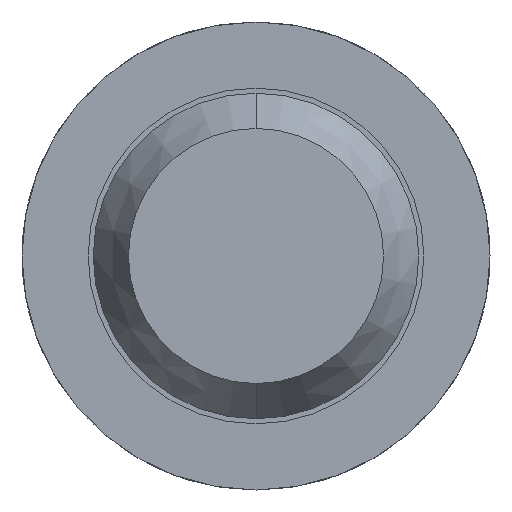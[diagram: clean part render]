
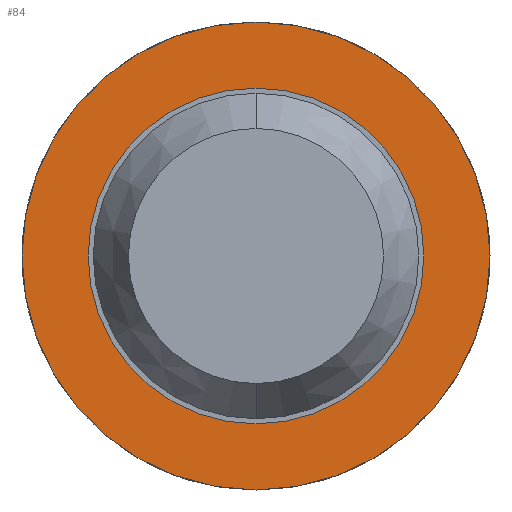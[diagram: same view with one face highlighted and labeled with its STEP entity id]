
A CAD part, front view. The second image highlights one B-rep face of the part: STEP entity #84.
In plain terms, the highlighted planar face has unit normal (0, -1, 0).
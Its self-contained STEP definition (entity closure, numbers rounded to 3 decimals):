
#84 = ADVANCED_FACE ( 'Defeature ausgef�hrt1_13', ( #2535, #3531 ), #2221, .F. ) ;
#322 = DIRECTION ( 'NONE',  ( 0., 1., 0. ) ) ;
#660 = ORIENTED_EDGE ( 'NONE', *, *, #2582, .T. ) ;
#673 = CIRCLE ( 'NONE', #2869, 1.15 ) ;
#678 = CARTESIAN_POINT ( 'NONE',  ( 0.825, -1.7, 0. ) ) ;
#744 = ORIENTED_EDGE ( 'NONE', *, *, #3900, .F. ) ;
#753 = CIRCLE ( 'NONE', #2149, 0.825 ) ;
#776 = VERTEX_POINT ( 'NONE', #4029 ) ;
#791 = CARTESIAN_POINT ( 'NONE',  ( 0., -1.7, 0.825 ) ) ;
#835 = EDGE_CURVE ( 'Defeature ausgef�hrt1_6+Defeature ausgef�hrt1_13+Defeature ausgef�hrt1_13+Defeature ausgef�hrt1_13', #776, #3938, #673, .T. ) ;
#1134 = VERTEX_POINT ( 'NONE', #791 ) ;
#1227 = ORIENTED_EDGE ( 'NONE', *, *, #3227, .T. ) ;
#1233 = CIRCLE ( 'NONE', #2014, 0.825 ) ;
#1658 = ORIENTED_EDGE ( 'NONE', *, *, #835, .F. ) ;
#1685 = CIRCLE ( 'NONE', #3877, 1.15 ) ;
#1833 = CARTESIAN_POINT ( 'NONE',  ( 0., -1.7, 0. ) ) ;
#1960 = DIRECTION ( 'NONE',  ( 0., 0., 1. ) ) ;
#2014 = AXIS2_PLACEMENT_3D ( 'NONE', #3680, #3962, #2077 ) ;
#2077 = DIRECTION ( 'NONE',  ( 0., 0., 1. ) ) ;
#2102 = CARTESIAN_POINT ( 'NONE',  ( 0., -1.7, 0. ) ) ;
#2149 = AXIS2_PLACEMENT_3D ( 'NONE', #3164, #322, #1960 ) ;
#2221 = PLANE ( 'NONE',  #2663 ) ;
#2304 = VERTEX_POINT ( 'NONE', #3149 ) ;
#2526 = DIRECTION ( 'NONE',  ( 0., 0., 1. ) ) ;
#2535 = FACE_OUTER_BOUND ( 'NONE', #3957, .T. ) ;
#2582 = EDGE_CURVE ( 'Defeature ausgef�hrt1_13+Defeature ausgef�hrt1_12+Defeature ausgef�hrt1_12+Defeature ausgef�hrt1_12', #1134, #2304, #753, .T. ) ;
#2663 = AXIS2_PLACEMENT_3D ( 'NONE', #678, #3217, #3494 ) ;
#2869 = AXIS2_PLACEMENT_3D ( 'NONE', #1833, #3419, #2526 ) ;
#3099 = DIRECTION ( 'NONE',  ( 0., 0., 1. ) ) ;
#3149 = CARTESIAN_POINT ( 'NONE',  ( 0., -1.7, -0.825 ) ) ;
#3164 = CARTESIAN_POINT ( 'NONE',  ( 0., -1.7, 0. ) ) ;
#3217 = DIRECTION ( 'NONE',  ( 0., 1., 0. ) ) ;
#3227 = EDGE_CURVE ( 'Defeature ausgef�hrt1_13+Defeature ausgef�hrt1_12+Defeature ausgef�hrt1_12+Defeature ausgef�hrt1_12', #2304, #1134, #1233, .T. ) ;
#3331 = DIRECTION ( 'NONE',  ( 0., 1., 0. ) ) ;
#3419 = DIRECTION ( 'NONE',  ( 0., 1., 0. ) ) ;
#3494 = DIRECTION ( 'NONE',  ( 0., 0., 1. ) ) ;
#3531 = FACE_BOUND ( 'NONE', #3854, .T. ) ;
#3641 = CARTESIAN_POINT ( 'NONE',  ( 0., -1.7, 1.15 ) ) ;
#3680 = CARTESIAN_POINT ( 'NONE',  ( 0., -1.7, 0. ) ) ;
#3854 = EDGE_LOOP ( 'NONE', ( #660, #1227 ) ) ;
#3877 = AXIS2_PLACEMENT_3D ( 'NONE', #2102, #3331, #3099 ) ;
#3900 = EDGE_CURVE ( 'Defeature ausgef�hrt1_6+Defeature ausgef�hrt1_13+Defeature ausgef�hrt1_13+Defeature ausgef�hrt1_13', #3938, #776, #1685, .T. ) ;
#3938 = VERTEX_POINT ( 'NONE', #3641 ) ;
#3957 = EDGE_LOOP ( 'NONE', ( #744, #1658 ) ) ;
#3962 = DIRECTION ( 'NONE',  ( 0., 1., 0. ) ) ;
#4029 = CARTESIAN_POINT ( 'NONE',  ( 0., -1.7, -1.15 ) ) ;
